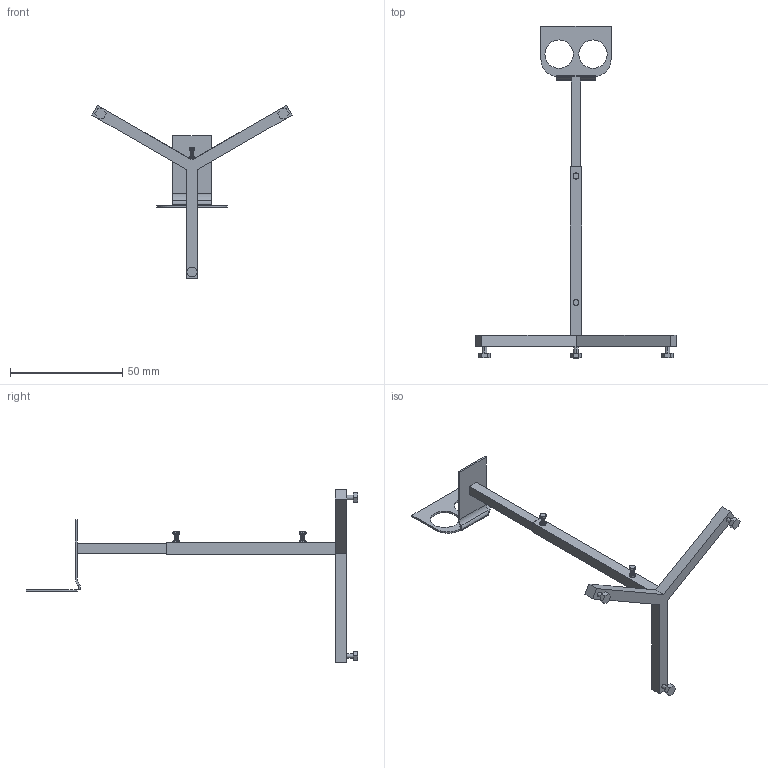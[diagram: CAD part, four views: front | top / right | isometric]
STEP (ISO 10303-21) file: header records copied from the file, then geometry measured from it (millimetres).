
FILE_DESCRIPTION (( 'STEP AP203' ), '1' );
FILE_NAME ('feet_kit_345608980x.STEP', '2022-02-26T17:29:57', ( '' ), ( '' ), 'SwSTEP 2.0', 'SolidWorks 2017', '' );
FILE_SCHEMA (( 'CONFIG_CONTROL_DESIGN' ));
Length unit declared in the file: millimetre
Products named in the file (1): feet_kit_345608980x
Bounding box: 89.1 x 147.72 x 77.17 mm (x, y, z)
Volume: 7257.2 mm3; surface area: 7796.7 mm2
Topology: 11 solids, 11 shells, 278 faces, 646 edges, 394 vertices
Faces by surface type: plane 123, cylinder 101, cone 48, bspline 6
Entity records: 10547 total; most frequent: CARTESIAN_POINT 4573, ORIENTED_EDGE 1292, DIRECTION 1146, EDGE_CURVE 646, AXIS2_PLACEMENT_3D 429, VERTEX_POINT 394, EDGE_LOOP 290, VECTOR 288
